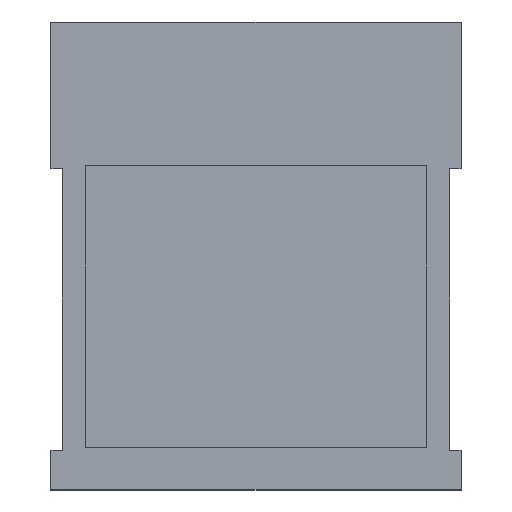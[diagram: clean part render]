
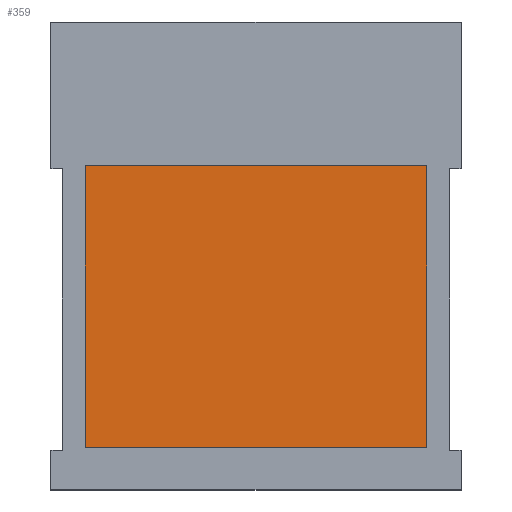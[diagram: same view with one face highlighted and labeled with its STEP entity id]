
A CAD part, top view. The second image highlights one B-rep face of the part: STEP entity #359.
In plain terms, the highlighted planar face has unit normal (0, 0, 1).
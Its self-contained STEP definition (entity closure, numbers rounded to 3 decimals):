
#29=FACE_OUTER_BOUND('',#49,.T.);
#49=EDGE_LOOP('',(#295,#296,#297,#298));
#90=LINE('',#560,#138);
#93=LINE('',#565,#141);
#94=LINE('',#568,#142);
#96=LINE('',#571,#144);
#138=VECTOR('',#455,10.);
#141=VECTOR('',#460,10.);
#142=VECTOR('',#463,10.);
#144=VECTOR('',#467,10.);
#177=VERTEX_POINT('',#557);
#178=VERTEX_POINT('',#559);
#179=VERTEX_POINT('',#563);
#180=VERTEX_POINT('',#567);
#218=EDGE_CURVE('',#178,#177,#90,.T.);
#221=EDGE_CURVE('',#177,#179,#93,.T.);
#222=EDGE_CURVE('',#180,#178,#94,.T.);
#224=EDGE_CURVE('',#179,#180,#96,.T.);
#295=ORIENTED_EDGE('',*,*,#224,.T.);
#296=ORIENTED_EDGE('',*,*,#222,.T.);
#297=ORIENTED_EDGE('',*,*,#218,.T.);
#298=ORIENTED_EDGE('',*,*,#221,.T.);
#340=PLANE('',#392);
#359=ADVANCED_FACE('',(#29),#340,.T.);
#392=AXIS2_PLACEMENT_3D('',#572,#468,#469);
#455=DIRECTION('',(1.,0.,0.));
#460=DIRECTION('',(0.,1.,0.));
#463=DIRECTION('',(0.,-1.,0.));
#467=DIRECTION('',(-1.,0.,0.));
#468=DIRECTION('center_axis',(0.,0.,1.));
#469=DIRECTION('ref_axis',(1.,0.,0.));
#557=CARTESIAN_POINT('',(6.05,-6.8,2.75));
#559=CARTESIAN_POINT('',(-6.05,-6.8,2.75));
#560=CARTESIAN_POINT('',(6.05,-6.8,2.75));
#563=CARTESIAN_POINT('',(6.05,3.2,2.75));
#565=CARTESIAN_POINT('',(6.05,3.2,2.75));
#567=CARTESIAN_POINT('',(-6.05,3.2,2.75));
#568=CARTESIAN_POINT('',(-6.05,-6.8,2.75));
#571=CARTESIAN_POINT('',(-6.05,3.2,2.75));
#572=CARTESIAN_POINT('Origin',(0.,-1.8,2.75));
